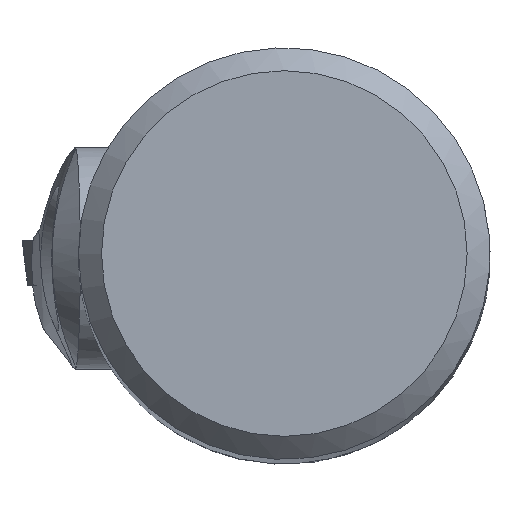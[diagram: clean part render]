
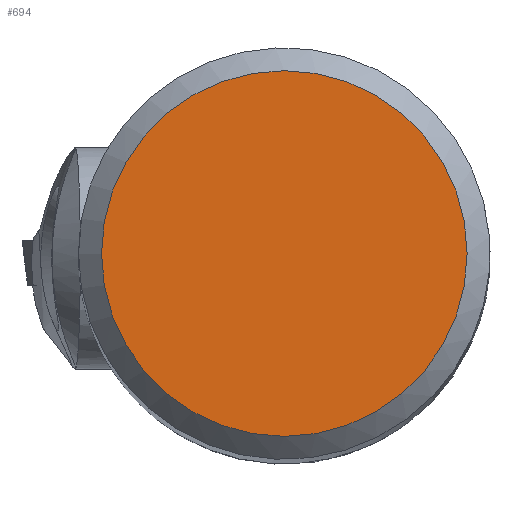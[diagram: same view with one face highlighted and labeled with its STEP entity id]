
A CAD part, top view. The second image highlights one B-rep face of the part: STEP entity #694.
In plain terms, the highlighted planar face has unit normal (0, 0, 1).
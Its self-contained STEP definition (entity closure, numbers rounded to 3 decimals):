
#694=ADVANCED_FACE('',(#1349),#1043,.F.);
#1043=PLANE('',#7238);
#1349=FACE_OUTER_BOUND('',#1684,.T.);
#1684=EDGE_LOOP('',(#3156));
#1931=CIRCLE('',#7237,7.996);
#3156=ORIENTED_EDGE('',*,*,#5230,.T.);
#4367=VERTEX_POINT('',#11163);
#5230=EDGE_CURVE('',#4367,#4367,#1931,.T.);
#7237=AXIS2_PLACEMENT_3D('',#11162,#8617,#8618);
#7238=AXIS2_PLACEMENT_3D('',#11164,#8619,#8620);
#8617=DIRECTION('',(0.,0.,1.));
#8618=DIRECTION('',(-1.,0.,0.));
#8619=DIRECTION('',(0.,0.,-1.));
#8620=DIRECTION('',(-1.,0.,0.));
#11162=CARTESIAN_POINT('',(0.,0.,51.));
#11163=CARTESIAN_POINT('',(-7.996,0.,51.));
#11164=CARTESIAN_POINT('',(0.,0.,51.));
